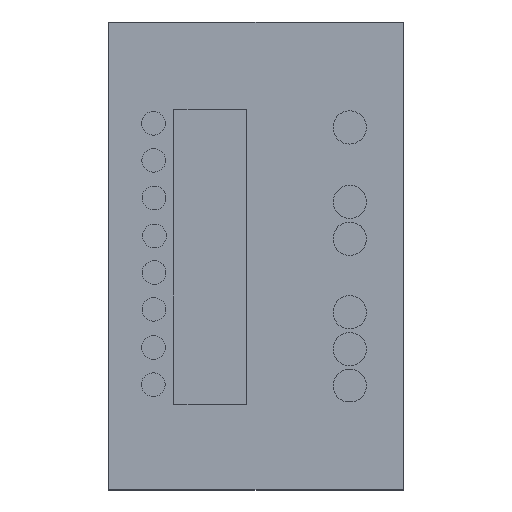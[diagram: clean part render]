
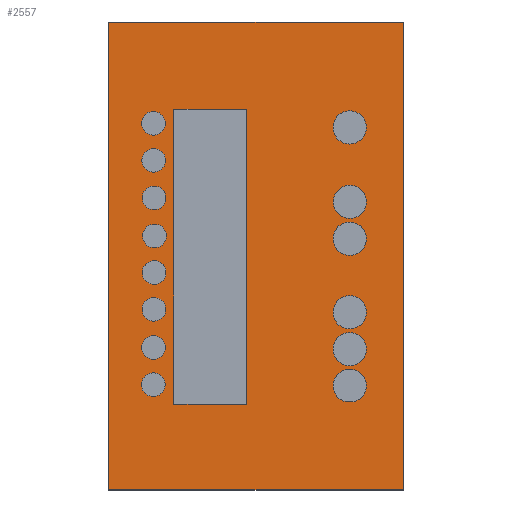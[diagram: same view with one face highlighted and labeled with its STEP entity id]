
A CAD part, top view. The second image highlights one B-rep face of the part: STEP entity #2557.
In plain terms, the highlighted planar face has unit normal (0, 0, 1).
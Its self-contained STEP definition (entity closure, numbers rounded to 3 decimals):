
#63=FACE_BOUND('',#532,.T.);
#64=FACE_BOUND('',#533,.T.);
#65=FACE_BOUND('',#534,.T.);
#66=FACE_BOUND('',#535,.T.);
#67=FACE_BOUND('',#536,.T.);
#68=FACE_BOUND('',#537,.T.);
#69=FACE_BOUND('',#538,.T.);
#70=FACE_BOUND('',#539,.T.);
#71=FACE_BOUND('',#540,.T.);
#72=FACE_BOUND('',#541,.T.);
#73=FACE_BOUND('',#542,.T.);
#74=FACE_BOUND('',#543,.T.);
#75=FACE_BOUND('',#544,.T.);
#76=FACE_BOUND('',#545,.T.);
#77=FACE_BOUND('',#546,.T.);
#156=CIRCLE('',#2768,3.5);
#159=CIRCLE('',#2773,3.5);
#161=CIRCLE('',#2777,3.5);
#162=CIRCLE('',#2779,3.5);
#164=CIRCLE('',#2782,3.5);
#166=CIRCLE('',#2785,3.5);
#168=CIRCLE('',#2788,3.5);
#170=CIRCLE('',#2791,2.5);
#171=CIRCLE('',#2792,2.5);
#172=CIRCLE('',#2793,2.5);
#173=CIRCLE('',#2794,2.5);
#174=CIRCLE('',#2795,2.5);
#175=CIRCLE('',#2796,2.5);
#176=CIRCLE('',#2797,2.5);
#177=CIRCLE('',#2798,2.5);
#350=FACE_OUTER_BOUND('',#531,.T.);
#531=EDGE_LOOP('',(#1990,#1991,#1992,#1993));
#532=EDGE_LOOP('',(#1994));
#533=EDGE_LOOP('',(#1995,#1996,#1997,#1998));
#534=EDGE_LOOP('',(#1999));
#535=EDGE_LOOP('',(#2000));
#536=EDGE_LOOP('',(#2001));
#537=EDGE_LOOP('',(#2002));
#538=EDGE_LOOP('',(#2003));
#539=EDGE_LOOP('',(#2004));
#540=EDGE_LOOP('',(#2005));
#541=EDGE_LOOP('',(#2006));
#542=EDGE_LOOP('',(#2007));
#543=EDGE_LOOP('',(#2008));
#544=EDGE_LOOP('',(#2009,#2010,#2011,#2012));
#545=EDGE_LOOP('',(#2013));
#546=EDGE_LOOP('',(#2014));
#735=LINE('',#3990,#967);
#739=LINE('',#4002,#971);
#745=LINE('',#4034,#977);
#746=LINE('',#4036,#978);
#747=LINE('',#4038,#979);
#748=LINE('',#4039,#980);
#749=LINE('',#4054,#981);
#750=LINE('',#4056,#982);
#751=LINE('',#4058,#983);
#752=LINE('',#4059,#984);
#967=VECTOR('',#3242,10.);
#971=VECTOR('',#3254,10.);
#977=VECTOR('',#3292,10.);
#978=VECTOR('',#3293,10.);
#979=VECTOR('',#3294,10.);
#980=VECTOR('',#3295,10.);
#981=VECTOR('',#3308,10.);
#982=VECTOR('',#3309,10.);
#983=VECTOR('',#3310,10.);
#984=VECTOR('',#3311,10.);
#1202=VERTEX_POINT('',#3978);
#1206=VERTEX_POINT('',#3987);
#1207=VERTEX_POINT('',#3989);
#1209=VERTEX_POINT('',#3995);
#1211=VERTEX_POINT('',#4001);
#1212=VERTEX_POINT('',#4008);
#1214=VERTEX_POINT('',#4014);
#1216=VERTEX_POINT('',#4020);
#1218=VERTEX_POINT('',#4026);
#1220=VERTEX_POINT('',#4032);
#1221=VERTEX_POINT('',#4033);
#1222=VERTEX_POINT('',#4035);
#1223=VERTEX_POINT('',#4037);
#1224=VERTEX_POINT('',#4040);
#1225=VERTEX_POINT('',#4042);
#1226=VERTEX_POINT('',#4044);
#1227=VERTEX_POINT('',#4046);
#1228=VERTEX_POINT('',#4048);
#1229=VERTEX_POINT('',#4050);
#1230=VERTEX_POINT('',#4052);
#1231=VERTEX_POINT('',#4053);
#1232=VERTEX_POINT('',#4055);
#1233=VERTEX_POINT('',#4057);
#1234=VERTEX_POINT('',#4060);
#1235=VERTEX_POINT('',#4062);
#1476=EDGE_CURVE('',#1202,#1202,#156,.T.);
#1481=EDGE_CURVE('',#1207,#1206,#735,.T.);
#1484=EDGE_CURVE('',#1209,#1207,#159,.T.);
#1487=EDGE_CURVE('',#1211,#1209,#739,.T.);
#1490=EDGE_CURVE('',#1206,#1211,#161,.T.);
#1491=EDGE_CURVE('',#1212,#1212,#162,.T.);
#1494=EDGE_CURVE('',#1214,#1214,#164,.T.);
#1497=EDGE_CURVE('',#1216,#1216,#166,.T.);
#1500=EDGE_CURVE('',#1218,#1218,#168,.T.);
#1503=EDGE_CURVE('',#1220,#1221,#745,.T.);
#1504=EDGE_CURVE('',#1221,#1222,#746,.T.);
#1505=EDGE_CURVE('',#1222,#1223,#747,.T.);
#1506=EDGE_CURVE('',#1223,#1220,#748,.T.);
#1507=EDGE_CURVE('',#1224,#1224,#170,.T.);
#1508=EDGE_CURVE('',#1225,#1225,#171,.T.);
#1509=EDGE_CURVE('',#1226,#1226,#172,.T.);
#1510=EDGE_CURVE('',#1227,#1227,#173,.T.);
#1511=EDGE_CURVE('',#1228,#1228,#174,.T.);
#1512=EDGE_CURVE('',#1229,#1229,#175,.T.);
#1513=EDGE_CURVE('',#1230,#1231,#749,.T.);
#1514=EDGE_CURVE('',#1231,#1232,#750,.T.);
#1515=EDGE_CURVE('',#1232,#1233,#751,.T.);
#1516=EDGE_CURVE('',#1233,#1230,#752,.T.);
#1517=EDGE_CURVE('',#1234,#1234,#176,.T.);
#1518=EDGE_CURVE('',#1235,#1235,#177,.T.);
#1990=ORIENTED_EDGE('',*,*,#1503,.T.);
#1991=ORIENTED_EDGE('',*,*,#1504,.T.);
#1992=ORIENTED_EDGE('',*,*,#1505,.T.);
#1993=ORIENTED_EDGE('',*,*,#1506,.T.);
#1994=ORIENTED_EDGE('',*,*,#1476,.T.);
#1995=ORIENTED_EDGE('',*,*,#1487,.T.);
#1996=ORIENTED_EDGE('',*,*,#1484,.T.);
#1997=ORIENTED_EDGE('',*,*,#1481,.T.);
#1998=ORIENTED_EDGE('',*,*,#1490,.T.);
#1999=ORIENTED_EDGE('',*,*,#1491,.T.);
#2000=ORIENTED_EDGE('',*,*,#1494,.T.);
#2001=ORIENTED_EDGE('',*,*,#1497,.T.);
#2002=ORIENTED_EDGE('',*,*,#1500,.T.);
#2003=ORIENTED_EDGE('',*,*,#1507,.T.);
#2004=ORIENTED_EDGE('',*,*,#1508,.T.);
#2005=ORIENTED_EDGE('',*,*,#1509,.T.);
#2006=ORIENTED_EDGE('',*,*,#1510,.T.);
#2007=ORIENTED_EDGE('',*,*,#1511,.T.);
#2008=ORIENTED_EDGE('',*,*,#1512,.T.);
#2009=ORIENTED_EDGE('',*,*,#1513,.T.);
#2010=ORIENTED_EDGE('',*,*,#1514,.T.);
#2011=ORIENTED_EDGE('',*,*,#1515,.T.);
#2012=ORIENTED_EDGE('',*,*,#1516,.T.);
#2013=ORIENTED_EDGE('',*,*,#1517,.T.);
#2014=ORIENTED_EDGE('',*,*,#1518,.T.);
#2435=PLANE('',#2790);
#2557=ADVANCED_FACE('',(#350,#63,#64,#65,#66,#67,#68,#69,#70,#71,#72,#73,
#74,#75,#76,#77),#2435,.T.);
#2768=AXIS2_PLACEMENT_3D('',#3979,#3233,#3234);
#2773=AXIS2_PLACEMENT_3D('',#3996,#3248,#3249);
#2777=AXIS2_PLACEMENT_3D('',#4006,#3260,#3261);
#2779=AXIS2_PLACEMENT_3D('',#4009,#3264,#3265);
#2782=AXIS2_PLACEMENT_3D('',#4015,#3271,#3272);
#2785=AXIS2_PLACEMENT_3D('',#4021,#3278,#3279);
#2788=AXIS2_PLACEMENT_3D('',#4027,#3285,#3286);
#2790=AXIS2_PLACEMENT_3D('',#4031,#3290,#3291);
#2791=AXIS2_PLACEMENT_3D('',#4041,#3296,#3297);
#2792=AXIS2_PLACEMENT_3D('',#4043,#3298,#3299);
#2793=AXIS2_PLACEMENT_3D('',#4045,#3300,#3301);
#2794=AXIS2_PLACEMENT_3D('',#4047,#3302,#3303);
#2795=AXIS2_PLACEMENT_3D('',#4049,#3304,#3305);
#2796=AXIS2_PLACEMENT_3D('',#4051,#3306,#3307);
#2797=AXIS2_PLACEMENT_3D('',#4061,#3312,#3313);
#2798=AXIS2_PLACEMENT_3D('',#4063,#3314,#3315);
#3233=DIRECTION('center_axis',(0.,0.,-1.));
#3234=DIRECTION('ref_axis',(-1.,0.,0.));
#3242=DIRECTION('',(-1.,0.,0.));
#3248=DIRECTION('center_axis',(0.,0.,-1.));
#3249=DIRECTION('ref_axis',(-1.,0.,0.));
#3254=DIRECTION('',(1.,0.,0.));
#3260=DIRECTION('center_axis',(0.,0.,-1.));
#3261=DIRECTION('ref_axis',(-1.,0.,0.));
#3264=DIRECTION('center_axis',(0.,0.,-1.));
#3265=DIRECTION('ref_axis',(-1.,0.,0.));
#3271=DIRECTION('center_axis',(0.,0.,-1.));
#3272=DIRECTION('ref_axis',(-1.,0.,0.));
#3278=DIRECTION('center_axis',(0.,0.,-1.));
#3279=DIRECTION('ref_axis',(-1.,0.,0.));
#3285=DIRECTION('center_axis',(0.,0.,-1.));
#3286=DIRECTION('ref_axis',(-1.,0.,0.));
#3290=DIRECTION('center_axis',(0.,0.,1.));
#3291=DIRECTION('ref_axis',(1.,0.,0.));
#3292=DIRECTION('',(-1.,0.,0.));
#3293=DIRECTION('',(0.,-1.,0.));
#3294=DIRECTION('',(1.,0.,0.));
#3295=DIRECTION('',(0.,1.,0.));
#3296=DIRECTION('center_axis',(0.,0.,-1.));
#3297=DIRECTION('ref_axis',(1.,0.,0.));
#3298=DIRECTION('center_axis',(0.,0.,-1.));
#3299=DIRECTION('ref_axis',(1.,0.,0.));
#3300=DIRECTION('center_axis',(0.,0.,-1.));
#3301=DIRECTION('ref_axis',(1.,0.,0.));
#3302=DIRECTION('center_axis',(0.,0.,-1.));
#3303=DIRECTION('ref_axis',(1.,0.,0.));
#3304=DIRECTION('center_axis',(0.,0.,-1.));
#3305=DIRECTION('ref_axis',(1.,0.,0.));
#3306=DIRECTION('center_axis',(0.,0.,-1.));
#3307=DIRECTION('ref_axis',(1.,0.,0.));
#3308=DIRECTION('',(0.,-1.,0.));
#3309=DIRECTION('',(-1.,0.,0.));
#3310=DIRECTION('',(0.,1.,0.));
#3311=DIRECTION('',(1.,0.,0.));
#3312=DIRECTION('center_axis',(0.,0.,-1.));
#3313=DIRECTION('ref_axis',(1.,0.,0.));
#3314=DIRECTION('center_axis',(0.,0.,-1.));
#3315=DIRECTION('ref_axis',(1.,0.,0.));
#3978=CARTESIAN_POINT('',(48.218,41.875,16.));
#3979=CARTESIAN_POINT('Origin',(44.718,41.875,16.));
#3987=CARTESIAN_POINT('',(44.06,7.5,16.));
#3989=CARTESIAN_POINT('',(45.377,7.5,16.));
#3990=CARTESIAN_POINT('',(35.188,7.5,16.));
#3995=CARTESIAN_POINT('',(45.377,14.375,16.));
#3996=CARTESIAN_POINT('Origin',(44.718,10.938,16.));
#4001=CARTESIAN_POINT('',(44.06,14.375,16.));
#4002=CARTESIAN_POINT('',(34.53,14.375,16.));
#4006=CARTESIAN_POINT('Origin',(44.718,10.938,16.));
#4008=CARTESIAN_POINT('',(48.249,49.625,16.));
#4009=CARTESIAN_POINT('Origin',(44.749,49.625,16.));
#4014=CARTESIAN_POINT('',(48.218,26.375,16.));
#4015=CARTESIAN_POINT('Origin',(44.718,26.375,16.));
#4020=CARTESIAN_POINT('',(48.218,18.625,16.));
#4021=CARTESIAN_POINT('Origin',(44.718,18.625,16.));
#4026=CARTESIAN_POINT('',(48.218,65.305,16.));
#4027=CARTESIAN_POINT('Origin',(44.718,65.305,16.));
#4031=CARTESIAN_POINT('Origin',(25.,38.25,16.));
#4032=CARTESIAN_POINT('',(56.,87.5,16.));
#4033=CARTESIAN_POINT('',(-6.,87.5,16.));
#4034=CARTESIAN_POINT('',(56.,87.5,16.));
#4035=CARTESIAN_POINT('',(-6.,-11.,16.));
#4036=CARTESIAN_POINT('',(-6.,87.5,16.));
#4037=CARTESIAN_POINT('',(56.,-11.,16.));
#4038=CARTESIAN_POINT('',(-6.,-11.,16.));
#4039=CARTESIAN_POINT('',(56.,-11.,16.));
#4040=CARTESIAN_POINT('',(1.047,50.459,16.));
#4041=CARTESIAN_POINT('Origin',(3.547,50.459,16.));
#4042=CARTESIAN_POINT('',(0.898,18.957,16.));
#4043=CARTESIAN_POINT('Origin',(3.398,18.957,16.));
#4044=CARTESIAN_POINT('',(1.007,27.016,16.));
#4045=CARTESIAN_POINT('Origin',(3.507,27.016,16.));
#4046=CARTESIAN_POINT('',(0.966,58.382,16.));
#4047=CARTESIAN_POINT('Origin',(3.466,58.382,16.));
#4048=CARTESIAN_POINT('',(1.129,42.454,16.));
#4049=CARTESIAN_POINT('Origin',(3.629,42.454,16.));
#4050=CARTESIAN_POINT('',(0.861,11.127,16.));
#4051=CARTESIAN_POINT('Origin',(3.361,11.127,16.));
#4052=CARTESIAN_POINT('',(23.044,69.1,16.));
#4053=CARTESIAN_POINT('',(23.044,7.,16.));
#4054=CARTESIAN_POINT('',(23.044,22.625,16.));
#4055=CARTESIAN_POINT('',(7.7,7.,16.));
#4056=CARTESIAN_POINT('',(16.35,7.,16.));
#4057=CARTESIAN_POINT('',(7.7,69.1,16.));
#4058=CARTESIAN_POINT('',(7.7,53.675,16.));
#4059=CARTESIAN_POINT('',(24.022,69.1,16.));
#4060=CARTESIAN_POINT('',(1.047,34.735,16.));
#4061=CARTESIAN_POINT('Origin',(3.547,34.735,16.));
#4062=CARTESIAN_POINT('',(0.884,66.183,16.));
#4063=CARTESIAN_POINT('Origin',(3.384,66.183,16.));
